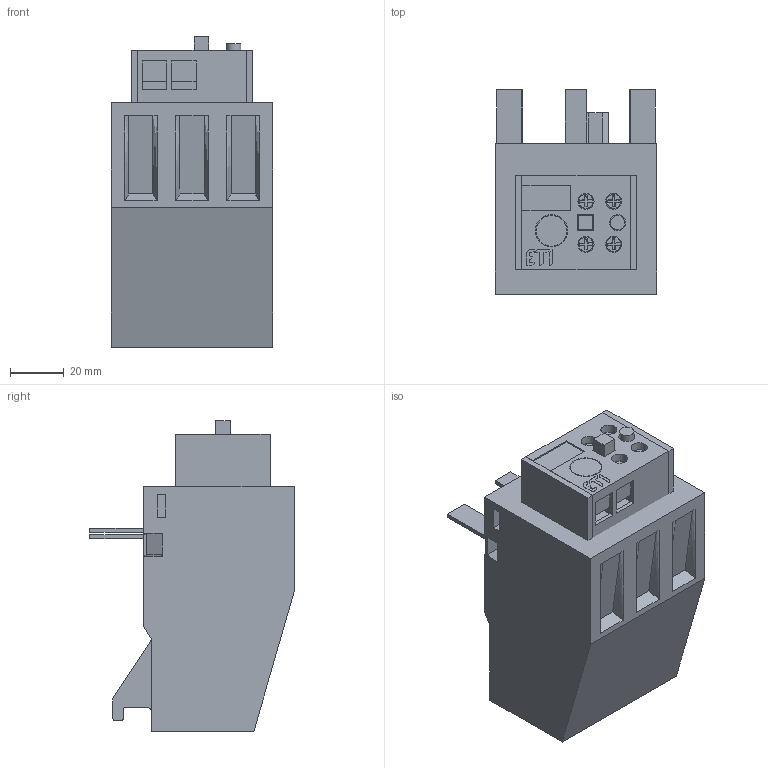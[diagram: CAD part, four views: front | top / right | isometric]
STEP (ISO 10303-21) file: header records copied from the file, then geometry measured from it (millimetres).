
FILE_DESCRIPTION((''),'2;1');
FILE_NAME('25CES_RT3_57_ASM','2021-06-10T',('marketing.praksa'),('Audax d.o.o.'),'CREO PARAMETRIC BY PTC INC, 2017480','CREO PARAMETRIC BY PTC INC, 2017480','');
FILE_SCHEMA(('AUTOMOTIVE_DESIGN { 1 0 10303 214 1 1 1 1 }'));
Length unit declared in the file: millimetre
Products named in the file (9): BREP_4_1_2_1_1; BREP_4_1_2_1_2; BREP_4_1_2_1_3; PRT9529; COPPER; PRT9530; PRT9531; PRT0028; 25CES_RT3_57_ASM
Assembly tree (11 placements, depth 2):
  25CES_RT3_57_ASM
    BREP_4_1_2_1_1
    BREP_4_1_2_1_2
    BREP_4_1_2_1_3
    PRT9529
    COPPER
    PRT9530  x4
    PRT9531
    PRT0028
Bounding box: 60 x 76 x 115.4 mm (x, y, z)
Volume: 299899.7 mm3; surface area: 43433.9 mm2
Topology: 16 solids, 16 shells, 449 faces, 1086 edges, 702 vertices
Faces by surface type: plane 341, cylinder 84, torus 8, cone 8, bspline 8
Entity records: 17278 total; most frequent: CARTESIAN_POINT 2139, DIRECTION 1841, ORIENTED_EDGE 1836, PRESENTATION_STYLE_ASSIGNMENT 1308, STYLED_ITEM 1308, CURVE_STYLE 918, EDGE_CURVE 918, VECTOR 763
